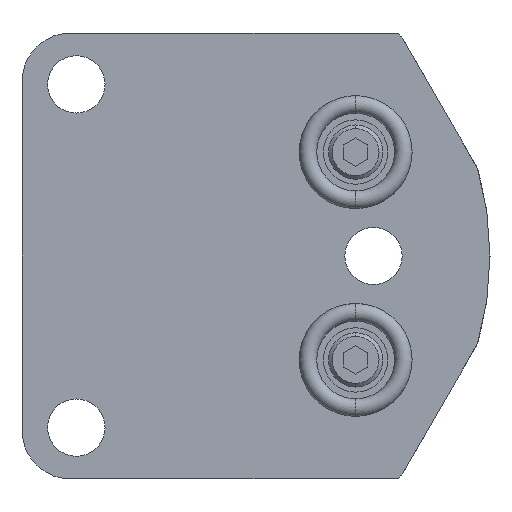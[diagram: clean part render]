
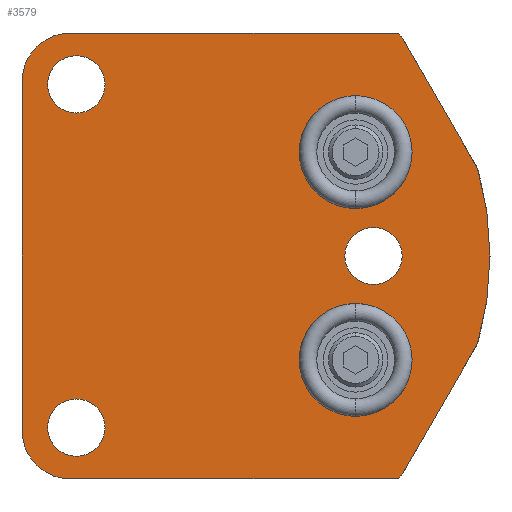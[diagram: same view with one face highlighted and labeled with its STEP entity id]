
A CAD part, left-side view. The second image highlights one B-rep face of the part: STEP entity #3579.
In plain terms, the highlighted planar face has unit normal (-1, 0, 0).
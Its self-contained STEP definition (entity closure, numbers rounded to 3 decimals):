
#332=CARTESIAN_POINT('',(-26.441,10.592,-17.603));
#333=DIRECTION('',(-1.,0.,0.));
#334=DIRECTION('',(0.,1.,0.));
#335=AXIS2_PLACEMENT_3D('',#332,#333,#334);
#340=DIRECTION('',(0.,0.,1.));
#341=VECTOR('',#340,35.205);
#342=CARTESIAN_POINT('',(-26.441,15.494,-17.603));
#343=LINE('',#342,#341);
#347=CARTESIAN_POINT('',(-26.441,10.592,17.603));
#348=DIRECTION('',(-1.,0.,0.));
#349=DIRECTION('',(0.,0.,1.));
#350=AXIS2_PLACEMENT_3D('',#347,#348,#349);
#355=DIRECTION('',(0.,-1.,0.));
#356=VECTOR('',#355,32.989);
#357=CARTESIAN_POINT('',(-26.441,10.592,22.505));
#358=LINE('',#357,#356);
#362=CARTESIAN_POINT('',(-26.441,0.,0.));
#363=DIRECTION('',(1.,0.,0.));
#364=DIRECTION('',(0.,-0.705,0.709));
#365=AXIS2_PLACEMENT_3D('',#362,#363,#364);
#370=DIRECTION('',(0.,-0.5,-0.866));
#371=VECTOR('',#370,15.127);
#372=CARTESIAN_POINT('',(-26.441,-22.923,21.968));
#373=LINE('',#372,#371);
#377=CARTESIAN_POINT('',(-26.441,0.,0.));
#378=DIRECTION('',(1.,0.,0.));
#379=DIRECTION('',(0.,-0.96,0.279));
#380=AXIS2_PLACEMENT_3D('',#377,#378,#379);
#385=DIRECTION('',(0.,0.5,-0.866));
#386=VECTOR('',#385,15.127);
#387=CARTESIAN_POINT('',(-26.441,-30.486,-8.868));
#388=LINE('',#387,#386);
#392=CARTESIAN_POINT('',(-26.441,0.,0.));
#393=DIRECTION('',(1.,0.,0.));
#394=DIRECTION('',(0.,-0.722,-0.692));
#395=AXIS2_PLACEMENT_3D('',#392,#393,#394);
#400=DIRECTION('',(0.,1.,0.));
#401=VECTOR('',#400,32.989);
#402=CARTESIAN_POINT('',(-26.441,-22.397,-22.505));
#403=LINE('',#402,#401);
#407=CARTESIAN_POINT('',(-26.441,10.008,17.323));
#408=DIRECTION('',(-1.,0.,0.));
#409=DIRECTION('',(0.,-1.,0.));
#410=AXIS2_PLACEMENT_3D('',#407,#408,#409);
#415=CARTESIAN_POINT('',(-26.441,10.008,17.323));
#416=DIRECTION('',(-1.,0.,0.));
#417=DIRECTION('',(0.,1.,0.));
#418=AXIS2_PLACEMENT_3D('',#415,#416,#417);
#423=CARTESIAN_POINT('',(-26.441,10.008,-17.323));
#424=DIRECTION('',(-1.,0.,0.));
#425=DIRECTION('',(0.,-1.,0.));
#426=AXIS2_PLACEMENT_3D('',#423,#424,#425);
#431=CARTESIAN_POINT('',(-26.441,10.008,-17.323));
#432=DIRECTION('',(-1.,0.,0.));
#433=DIRECTION('',(0.,1.,0.));
#434=AXIS2_PLACEMENT_3D('',#431,#432,#433);
#439=CARTESIAN_POINT('',(-26.441,-19.99,0.));
#440=DIRECTION('',(-1.,0.,0.));
#441=DIRECTION('',(0.,-1.,0.));
#442=AXIS2_PLACEMENT_3D('',#439,#440,#441);
#447=CARTESIAN_POINT('',(-26.441,-19.99,0.));
#448=DIRECTION('',(-1.,0.,0.));
#449=DIRECTION('',(0.,1.,0.));
#450=AXIS2_PLACEMENT_3D('',#447,#448,#449);
#455=CARTESIAN_POINT('',(-26.441,-18.186,10.49));
#456=DIRECTION('',(1.,0.,0.));
#457=DIRECTION('',(0.,1.,0.));
#458=AXIS2_PLACEMENT_3D('',#455,#456,#457);
#463=CARTESIAN_POINT('',(-26.441,-18.186,10.49));
#464=DIRECTION('',(1.,0.,0.));
#465=DIRECTION('',(0.,-1.,0.));
#466=AXIS2_PLACEMENT_3D('',#463,#464,#465);
#471=CARTESIAN_POINT('',(-26.441,-18.186,-10.49));
#472=DIRECTION('',(1.,0.,0.));
#473=DIRECTION('',(0.,1.,0.));
#474=AXIS2_PLACEMENT_3D('',#471,#472,#473);
#479=CARTESIAN_POINT('',(-26.441,-18.186,-10.49));
#480=DIRECTION('',(1.,0.,0.));
#481=DIRECTION('',(0.,-1.,0.));
#482=AXIS2_PLACEMENT_3D('',#479,#480,#481);
#2943=CARTESIAN_POINT('',(-26.441,-22.923,21.968));
#2944=CARTESIAN_POINT('',(-26.441,-30.486,8.868));
#2945=VERTEX_POINT('',#2943);
#2946=VERTEX_POINT('',#2944);
#2963=CARTESIAN_POINT('',(-26.441,7.113,17.323));
#2964=CARTESIAN_POINT('',(-26.441,12.904,17.323));
#2965=VERTEX_POINT('',#2963);
#2966=VERTEX_POINT('',#2964);
#2975=CARTESIAN_POINT('',(-26.441,-12.484,10.49));
#2976=CARTESIAN_POINT('',(-26.441,-23.888,10.49));
#2977=VERTEX_POINT('',#2975);
#2978=VERTEX_POINT('',#2976);
#2991=CARTESIAN_POINT('',(-26.441,-12.484,-10.49));
#2992=CARTESIAN_POINT('',(-26.441,-23.888,-10.49));
#2993=VERTEX_POINT('',#2991);
#2994=VERTEX_POINT('',#2992);
#3095=CARTESIAN_POINT('',(-26.441,7.112,-17.323));
#3096=CARTESIAN_POINT('',(-26.441,12.903,-17.323));
#3097=VERTEX_POINT('',#3095);
#3098=VERTEX_POINT('',#3096);
#3103=CARTESIAN_POINT('',(-26.441,-22.885,0.));
#3104=CARTESIAN_POINT('',(-26.441,-17.094,0.));
#3105=VERTEX_POINT('',#3103);
#3106=VERTEX_POINT('',#3104);
#3125=CARTESIAN_POINT('',(-26.441,-30.486,-8.868));
#3126=VERTEX_POINT('',#3125);
#3127=CARTESIAN_POINT('',(-26.441,-22.923,-21.968));
#3128=VERTEX_POINT('',#3127);
#3140=CARTESIAN_POINT('',(-26.441,10.592,-22.505));
#3142=VERTEX_POINT('',#3140);
#3145=CARTESIAN_POINT('',(-26.441,15.494,-17.603));
#3146=VERTEX_POINT('',#3145);
#3148=CARTESIAN_POINT('',(-26.441,15.494,17.603));
#3150=VERTEX_POINT('',#3148);
#3153=CARTESIAN_POINT('',(-26.441,10.592,22.505));
#3154=VERTEX_POINT('',#3153);
#3155=CARTESIAN_POINT('',(-26.441,-22.397,22.505));
#3156=VERTEX_POINT('',#3155);
#3157=CARTESIAN_POINT('',(-26.441,-22.397,-22.505));
#3158=VERTEX_POINT('',#3157);
#3524=CARTESIAN_POINT('',(-26.441,0.,0.));
#3525=DIRECTION('',(1.,0.,0.));
#3526=DIRECTION('',(0.,0.,-1.));
#3527=AXIS2_PLACEMENT_3D('',#3524,#3525,#3526);
#3528=PLANE('',#3527);
#3529=ORIENTED_EDGE('',*,*,#3505,.F.);
#3531=ORIENTED_EDGE('',*,*,#3530,.T.);
#3533=ORIENTED_EDGE('',*,*,#3532,.F.);
#3535=ORIENTED_EDGE('',*,*,#3534,.T.);
#3537=ORIENTED_EDGE('',*,*,#3536,.T.);
#3539=ORIENTED_EDGE('',*,*,#3538,.T.);
#3541=ORIENTED_EDGE('',*,*,#3540,.T.);
#3543=ORIENTED_EDGE('',*,*,#3542,.T.);
#3545=ORIENTED_EDGE('',*,*,#3544,.T.);
#3546=ORIENTED_EDGE('',*,*,#3516,.T.);
#3547=EDGE_LOOP('',(#3529,#3531,#3533,#3535,#3537,#3539,#3541,#3543,#3545,
#3546));
#3548=FACE_OUTER_BOUND('',#3547,.F.);
#3550=ORIENTED_EDGE('',*,*,#3549,.T.);
#3552=ORIENTED_EDGE('',*,*,#3551,.T.);
#3553=EDGE_LOOP('',(#3550,#3552));
#3554=FACE_BOUND('',#3553,.F.);
#3556=ORIENTED_EDGE('',*,*,#3555,.T.);
#3558=ORIENTED_EDGE('',*,*,#3557,.T.);
#3559=EDGE_LOOP('',(#3556,#3558));
#3560=FACE_BOUND('',#3559,.F.);
#3562=ORIENTED_EDGE('',*,*,#3561,.T.);
#3564=ORIENTED_EDGE('',*,*,#3563,.T.);
#3565=EDGE_LOOP('',(#3562,#3564));
#3566=FACE_BOUND('',#3565,.F.);
#3568=ORIENTED_EDGE('',*,*,#3567,.F.);
#3570=ORIENTED_EDGE('',*,*,#3569,.F.);
#3571=EDGE_LOOP('',(#3568,#3570));
#3572=FACE_BOUND('',#3571,.F.);
#3574=ORIENTED_EDGE('',*,*,#3573,.F.);
#3576=ORIENTED_EDGE('',*,*,#3575,.F.);
#3577=EDGE_LOOP('',(#3574,#3576));
#3578=FACE_BOUND('',#3577,.F.);
#3579=ADVANCED_FACE('',(#3548,#3554,#3560,#3566,#3572,#3578),#3528,.F.);
#336=CIRCLE('',#335,4.902);
#351=CIRCLE('',#350,4.902);
#366=CIRCLE('',#365,31.75);
#381=CIRCLE('',#380,31.75);
#396=CIRCLE('',#395,31.75);
#411=CIRCLE('',#410,2.896);
#419=CIRCLE('',#418,2.896);
#427=CIRCLE('',#426,2.896);
#435=CIRCLE('',#434,2.896);
#443=CIRCLE('',#442,2.896);
#451=CIRCLE('',#450,2.896);
#459=CIRCLE('',#458,5.702);
#467=CIRCLE('',#466,5.702);
#475=CIRCLE('',#474,5.702);
#483=CIRCLE('',#482,5.702);
#3505=EDGE_CURVE('',#3146,#3142,#336,.T.);
#3516=EDGE_CURVE('',#3158,#3142,#403,.T.);
#3530=EDGE_CURVE('',#3146,#3150,#343,.T.);
#3532=EDGE_CURVE('',#3154,#3150,#351,.T.);
#3534=EDGE_CURVE('',#3154,#3156,#358,.T.);
#3536=EDGE_CURVE('',#3156,#2945,#366,.T.);
#3538=EDGE_CURVE('',#2945,#2946,#373,.T.);
#3540=EDGE_CURVE('',#2946,#3126,#381,.T.);
#3542=EDGE_CURVE('',#3126,#3128,#388,.T.);
#3544=EDGE_CURVE('',#3128,#3158,#396,.T.);
#3549=EDGE_CURVE('',#2965,#2966,#411,.T.);
#3551=EDGE_CURVE('',#2966,#2965,#419,.T.);
#3555=EDGE_CURVE('',#3097,#3098,#427,.T.);
#3557=EDGE_CURVE('',#3098,#3097,#435,.T.);
#3561=EDGE_CURVE('',#3105,#3106,#443,.T.);
#3563=EDGE_CURVE('',#3106,#3105,#451,.T.);
#3567=EDGE_CURVE('',#2977,#2978,#459,.T.);
#3569=EDGE_CURVE('',#2978,#2977,#467,.T.);
#3573=EDGE_CURVE('',#2993,#2994,#475,.T.);
#3575=EDGE_CURVE('',#2994,#2993,#483,.T.);
